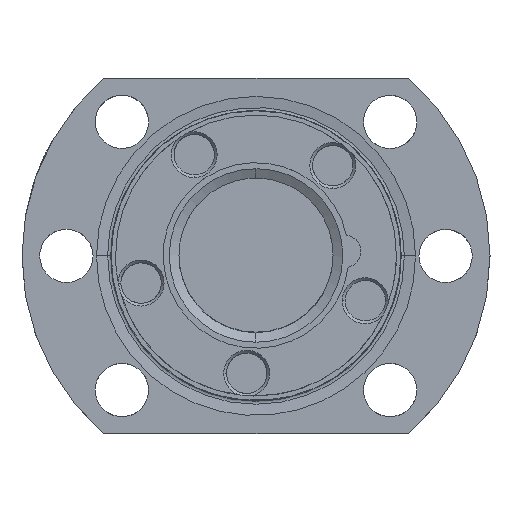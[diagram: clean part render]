
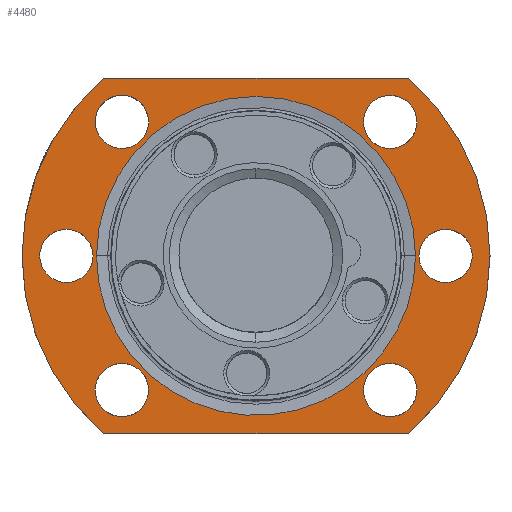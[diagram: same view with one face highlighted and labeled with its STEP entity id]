
A CAD part, top view. The second image highlights one B-rep face of the part: STEP entity #4480.
In plain terms, the highlighted planar face has unit normal (0, 0, 1).
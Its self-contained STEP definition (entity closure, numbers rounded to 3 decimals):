
#670=CARTESIAN_POINT('',(19.917,-16.617,92.));
#680=VERTEX_POINT('',#670);
#730=CARTESIAN_POINT('',(16.617,-16.617,92.));
#740=DIRECTION('',(0.,0.,-1.));
#750=DIRECTION('',(-1.,0.,0.));
#760=AXIS2_PLACEMENT_3D('',#730,#740,#750);
#770=CIRCLE('',#760,3.3);
#780=CARTESIAN_POINT('',(13.317,-16.617,92.));
#790=VERTEX_POINT('',#780);
#800=EDGE_CURVE('',#680,#790,#770,.T.);
#2490=CARTESIAN_POINT('',(23.5,0.,92.));
#2500=DIRECTION('',(0.,0.,-1.));
#2510=DIRECTION('',(-1.,0.,0.));
#2520=AXIS2_PLACEMENT_3D('',#2490,#2500,#2510);
#2530=CIRCLE('',#2520,3.3);
#2540=CARTESIAN_POINT('',(20.451,1.263,92.));
#2550=VERTEX_POINT('',#2540);
#2560=CARTESIAN_POINT('',(26.8,0.,92.));
#2570=VERTEX_POINT('',#2560);
#2580=EDGE_CURVE('',#2550,#2570,#2530,.T.);
#2810=CARTESIAN_POINT('',(20.2,0.,92.));
#2820=VERTEX_POINT('',#2810);
#2850=EDGE_CURVE('',#2820,#2550,#2530,.T.);
#2970=CARTESIAN_POINT('',(53.413,-30.989,92.));
#2980=DIRECTION('',(0.,0.,-1.));
#2990=DIRECTION('',(-1.,0.,-0.));
#3000=AXIS2_PLACEMENT_3D('',#2970,#2980,#2990);
#3010=PLANE('',#3000);
#3020=CARTESIAN_POINT('',(0.,22.,92.));
#3030=DIRECTION('',(-1.,-0.,0.));
#3040=VECTOR('',#3030,1.);
#3050=LINE('',#3020,#3040);
#3060=CARTESIAN_POINT('',(18.894,22.,92.));
#3070=VERTEX_POINT('',#3060);
#3080=CARTESIAN_POINT('',(-18.894,22.,92.));
#3090=VERTEX_POINT('',#3080);
#3100=EDGE_CURVE('',#3070,#3090,#3050,.T.);
#3110=ORIENTED_EDGE('',*,*,#3100,.T.);
#3120=CARTESIAN_POINT('',(0.,0.,92.
));
#3130=DIRECTION('',(0.,0.,-1.));
#3140=DIRECTION('',(-1.,0.,0.));
#3150=AXIS2_PLACEMENT_3D('',#3120,#3130,#3140);
#3160=CIRCLE('',#3150,29.);
#3170=CARTESIAN_POINT('',(18.894,-22.,92.));
#3180=VERTEX_POINT('',#3170);
#3190=EDGE_CURVE('',#3070,#3180,#3160,.T.);
#3200=ORIENTED_EDGE('',*,*,#3190,.F.);
#3210=CARTESIAN_POINT('',(0.,-22.,92.));
#3220=DIRECTION('',(1.,-0.,0.));
#3230=VECTOR('',#3220,1.);
#3240=LINE('',#3210,#3230);
#3250=CARTESIAN_POINT('',(-18.894,-22.,92.));
#3260=VERTEX_POINT('',#3250);
#3270=EDGE_CURVE('',#3260,#3180,#3240,.T.);
#3280=ORIENTED_EDGE('',*,*,#3270,.T.);
#3290=CARTESIAN_POINT('',(0.,0.,92.)
);
#3300=DIRECTION('',(0.,0.,-1.));
#3310=DIRECTION('',(-1.,0.,0.));
#3320=AXIS2_PLACEMENT_3D('',#3290,#3300,#3310);
#3330=CIRCLE('',#3320,29.);
#3340=EDGE_CURVE('',#3260,#3090,#3330,.T.);
#3350=ORIENTED_EDGE('',*,*,#3340,.F.);
#3360=EDGE_LOOP('',(#3350,#3280,#3200,#3110));
#3370=FACE_OUTER_BOUND('',#3360,.T.);
#3380=ORIENTED_EDGE('',*,*,#800,.T.);
#3390=CARTESIAN_POINT('',(13.568,-15.354,92.));
#3400=VERTEX_POINT('',#3390);
#3410=EDGE_CURVE('',#3400,#680,#770,.T.);
#3420=ORIENTED_EDGE('',*,*,#3410,.T.);
#3430=EDGE_CURVE('',#790,#3400,#770,.T.);
#3440=ORIENTED_EDGE('',*,*,#3430,.T.);
#3450=EDGE_LOOP('',(#3440,#3420,#3380));
#3460=FACE_BOUND('',#3450,.T.);
#3470=EDGE_CURVE('',#2570,#2820,#2530,.T.);
#3480=ORIENTED_EDGE('',*,*,#3470,.T.);
#3490=ORIENTED_EDGE('',*,*,#2580,.T.);
#3500=ORIENTED_EDGE('',*,*,#2850,.T.);
#3510=EDGE_LOOP('',(#3500,#3490,#3480));
#3520=FACE_BOUND('',#3510,.T.);
#3530=CARTESIAN_POINT('',(16.617,16.617,92.));
#3540=DIRECTION('',(0.,0.,-1.));
#3550=DIRECTION('',(-1.,0.,0.));
#3560=AXIS2_PLACEMENT_3D('',#3530,#3540,#3550);
#3570=CIRCLE('',#3560,3.3);
#3580=CARTESIAN_POINT('',(19.917,16.617,92.));
#3590=VERTEX_POINT('',#3580);
#3600=CARTESIAN_POINT('',(13.317,16.617,92.));
#3610=VERTEX_POINT('',#3600);
#3620=EDGE_CURVE('',#3590,#3610,#3570,.T.);
#3630=ORIENTED_EDGE('',*,*,#3620,.T.);
#3640=CARTESIAN_POINT('',(13.568,17.88,92.));
#3650=VERTEX_POINT('',#3640);
#3660=EDGE_CURVE('',#3650,#3590,#3570,.T.);
#3670=ORIENTED_EDGE('',*,*,#3660,.T.);
#3680=EDGE_CURVE('',#3610,#3650,#3570,.T.);
#3690=ORIENTED_EDGE('',*,*,#3680,.T.);
#3700=EDGE_LOOP('',(#3690,#3670,#3630));
#3710=FACE_BOUND('',#3700,.T.);
#3720=CARTESIAN_POINT('',(0.,0.,92.
));
#3730=DIRECTION('',(0.,0.,1.));
#3740=DIRECTION('',(1.,0.,0.));
#3750=AXIS2_PLACEMENT_3D('',#3720,#3730,#3740);
#3760=CIRCLE('',#3750,19.765);
#3770=CARTESIAN_POINT('',(-7.564,-18.261,92.));
#3780=VERTEX_POINT('',#3770);
#3790=CARTESIAN_POINT('',(19.765,0.,92.));
#3800=VERTEX_POINT('',#3790);
#3810=EDGE_CURVE('',#3780,#3800,#3760,.T.);
#3820=ORIENTED_EDGE('',*,*,#3810,.F.);
#3830=CARTESIAN_POINT('',(-19.765,0.,
92.));
#3840=VERTEX_POINT('',#3830);
#3850=EDGE_CURVE('',#3800,#3840,#3760,.T.);
#3860=ORIENTED_EDGE('',*,*,#3850,.F.);
#3870=EDGE_CURVE('',#3840,#3780,#3760,.T.);
#3880=ORIENTED_EDGE('',*,*,#3870,.F.);
#3890=EDGE_LOOP('',(#3880,#3860,#3820));
#3900=FACE_BOUND('',#3890,.T.);
#3910=CARTESIAN_POINT('',(-23.5,0.,92.));
#3920=DIRECTION('',(0.,0.,-1.));
#3930=DIRECTION('',(-1.,0.,0.));
#3940=AXIS2_PLACEMENT_3D('',#3910,#3920,#3930);
#3950=CIRCLE('',#3940,3.3);
#3960=CARTESIAN_POINT('',(-20.2,0.,92.));
#3970=VERTEX_POINT('',#3960);
#3980=CARTESIAN_POINT('',(-26.8,0.,92.));
#3990=VERTEX_POINT('',#3980);
#4000=EDGE_CURVE('',#3970,#3990,#3950,.T.);
#4010=ORIENTED_EDGE('',*,*,#4000,.T.);
#4020=CARTESIAN_POINT('',(-26.549,1.263,92.));
#4030=VERTEX_POINT('',#4020);
#4040=EDGE_CURVE('',#4030,#3970,#3950,.T.);
#4050=ORIENTED_EDGE('',*,*,#4040,.T.);
#4060=EDGE_CURVE('',#3990,#4030,#3950,.T.);
#4070=ORIENTED_EDGE('',*,*,#4060,.T.);
#4080=EDGE_LOOP('',(#4070,#4050,#4010));
#4090=FACE_BOUND('',#4080,.T.);
#4100=CARTESIAN_POINT('',(-16.617,-16.617,92.));
#4110=DIRECTION('',(0.,0.,-1.));
#4120=DIRECTION('',(-1.,0.,0.));
#4130=AXIS2_PLACEMENT_3D('',#4100,#4110,#4120);
#4140=CIRCLE('',#4130,3.3);
#4150=CARTESIAN_POINT('',(-13.317,-16.617,92.));
#4160=VERTEX_POINT('',#4150);
#4170=CARTESIAN_POINT('',(-19.917,-16.617,92.));
#4180=VERTEX_POINT('',#4170);
#4190=EDGE_CURVE('',#4160,#4180,#4140,.T.);
#4200=ORIENTED_EDGE('',*,*,#4190,.T.);
#4210=CARTESIAN_POINT('',(-19.666,-15.354,92.));
#4220=VERTEX_POINT('',#4210);
#4230=EDGE_CURVE('',#4220,#4160,#4140,.T.);
#4240=ORIENTED_EDGE('',*,*,#4230,.T.);
#4250=EDGE_CURVE('',#4180,#4220,#4140,.T.);
#4260=ORIENTED_EDGE('',*,*,#4250,.T.);
#4270=EDGE_LOOP('',(#4260,#4240,#4200));
#4280=FACE_BOUND('',#4270,.T.);
#4290=CARTESIAN_POINT('',(-16.617,16.617,92.));
#4300=DIRECTION('',(0.,0.,-1.));
#4310=DIRECTION('',(-1.,0.,0.));
#4320=AXIS2_PLACEMENT_3D('',#4290,#4300,#4310);
#4330=CIRCLE('',#4320,3.3);
#4340=CARTESIAN_POINT('',(-19.917,16.617,92.));
#4350=VERTEX_POINT('',#4340);
#4360=CARTESIAN_POINT('',(-13.317,16.617,92.));
#4370=VERTEX_POINT('',#4360);
#4380=EDGE_CURVE('',#4350,#4370,#4330,.T.);
#4390=ORIENTED_EDGE('',*,*,#4380,.T.);
#4400=CARTESIAN_POINT('',(-13.568,15.354,92.));
#4410=VERTEX_POINT('',#4400);
#4420=EDGE_CURVE('',#4410,#4350,#4330,.T.);
#4430=ORIENTED_EDGE('',*,*,#4420,.T.);
#4440=EDGE_CURVE('',#4370,#4410,#4330,.T.);
#4450=ORIENTED_EDGE('',*,*,#4440,.T.);
#4460=EDGE_LOOP('',(#4450,#4430,#4390));
#4470=FACE_BOUND('',#4460,.T.);
#4480=ADVANCED_FACE('',(#3370,#3460,#3520,#3710,#3900,#4090,#4280,#4470)
,#3010,.F.);
